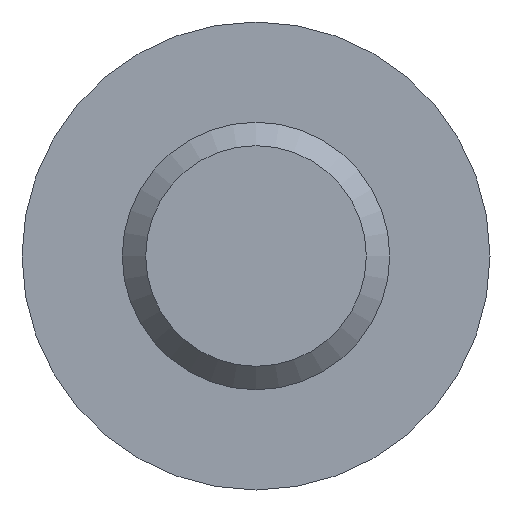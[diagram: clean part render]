
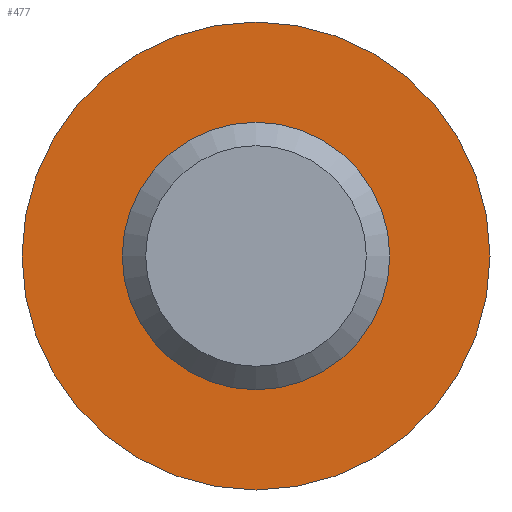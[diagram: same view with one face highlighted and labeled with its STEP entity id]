
A CAD part, front view. The second image highlights one B-rep face of the part: STEP entity #477.
In plain terms, the highlighted planar face has unit normal (0, -1, 0).
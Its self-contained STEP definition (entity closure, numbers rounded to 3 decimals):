
#4 = AXIS2_PLACEMENT_3D ( 'NONE', #47, #125, #297 ) ;
#11 = CIRCLE ( 'NONE', #418, 2. ) ;
#25 = EDGE_LOOP ( 'NONE', ( #253 ) ) ;
#36 = CARTESIAN_POINT ( 'NONE',  ( -2., 35., 0. ) ) ;
#42 = DIRECTION ( 'NONE',  ( 0., -1., 0. ) ) ;
#47 = CARTESIAN_POINT ( 'NONE',  ( 0., 35., 0. ) ) ;
#125 = DIRECTION ( 'NONE',  ( 0., -1., 0. ) ) ;
#151 = EDGE_CURVE ( 'NONE', #501, #501, #163, .T. ) ;
#157 = PLANE ( 'NONE',  #367 ) ;
#163 = CIRCLE ( 'NONE', #4, 3.5 ) ;
#177 = CARTESIAN_POINT ( 'NONE',  ( 0., 35., 0. ) ) ;
#208 = CARTESIAN_POINT ( 'NONE',  ( 0., 35., -3.5 ) ) ;
#229 = EDGE_CURVE ( 'NONE', #295, #295, #11, .T. ) ;
#253 = ORIENTED_EDGE ( 'NONE', *, *, #229, .F. ) ;
#270 = ORIENTED_EDGE ( 'NONE', *, *, #151, .T. ) ;
#275 = EDGE_LOOP ( 'NONE', ( #270 ) ) ;
#295 = VERTEX_POINT ( 'NONE', #298 ) ;
#297 = DIRECTION ( 'NONE',  ( 0., 0., -1. ) ) ;
#298 = CARTESIAN_POINT ( 'NONE',  ( 0., 35., -2. ) ) ;
#367 = AXIS2_PLACEMENT_3D ( 'NONE', #36, #462, #427 ) ;
#418 = AXIS2_PLACEMENT_3D ( 'NONE', #177, #42, #503 ) ;
#424 = FACE_OUTER_BOUND ( 'NONE', #275, .T. ) ;
#427 = DIRECTION ( 'NONE',  ( 0., 0., 1. ) ) ;
#462 = DIRECTION ( 'NONE',  ( 0., 1., 0. ) ) ;
#477 = ADVANCED_FACE ( 'NONE', ( #533, #424 ), #157, .F. ) ;
#501 = VERTEX_POINT ( 'NONE', #208 ) ;
#503 = DIRECTION ( 'NONE',  ( 0., 0., -1. ) ) ;
#533 = FACE_BOUND ( 'NONE', #25, .T. ) ;
